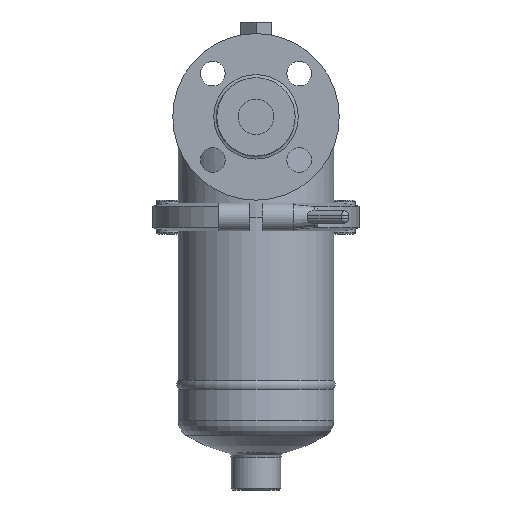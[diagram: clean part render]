
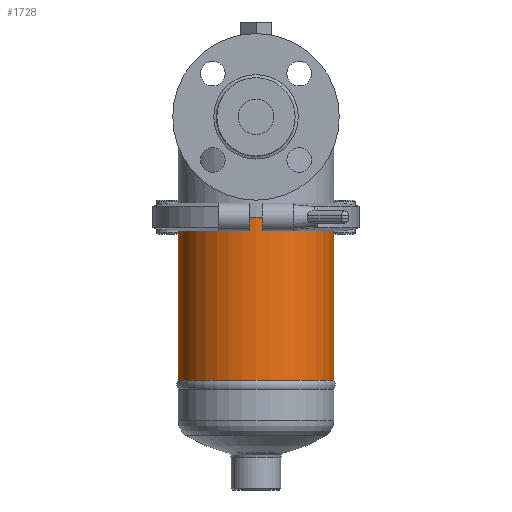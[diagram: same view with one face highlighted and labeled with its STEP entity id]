
A CAD part, left-side view. The second image highlights one B-rep face of the part: STEP entity #1728.
In plain terms, the highlighted cylindrical face has radius 50.5 mm (diameter 101 mm), a full revolution.
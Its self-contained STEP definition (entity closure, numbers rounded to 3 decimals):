
#1654=CARTESIAN_POINT('',(50.5,0.0,-105.912));
#1655=VERTEX_POINT('',#1654);
#1656=CARTESIAN_POINT('',(0.,0.0,-105.912));
#1657=DIRECTION('',(0.0,0.0,1.0));
#1658=DIRECTION('',(1.0,0.0,0.0));
#1659=AXIS2_PLACEMENT_3D('',#1656,#1657,#1658);
#1660=CIRCLE('',#1659,50.5);
#1661=EDGE_CURVE('',#1655,#1655,#1660,.T.);
#1709=CARTESIAN_POINT('',(0.,0.0,-53.006));
#1710=DIRECTION('',(0.,0.0,1.0));
#1711=DIRECTION('',(1.0,0.0,0.0));
#1712=AXIS2_PLACEMENT_3D('',#1709,#1710,#1711);
#1713=CYLINDRICAL_SURFACE('',#1712,50.5);
#1714=CARTESIAN_POINT('',(50.5,0.0,-0.1));
#1715=VERTEX_POINT('',#1714);
#1716=CARTESIAN_POINT('',(0.,0.0,-0.1));
#1717=DIRECTION('',(0.0,0.0,1.0));
#1718=DIRECTION('',(1.0,0.0,0.0));
#1719=AXIS2_PLACEMENT_3D('',#1716,#1717,#1718);
#1720=CIRCLE('',#1719,50.5);
#1721=EDGE_CURVE('',#1715,#1715,#1720,.T.);
#1722=ORIENTED_EDGE('',*,*,#1721,.F.);
#1723=EDGE_LOOP('',(#1722));
#1724=FACE_OUTER_BOUND('',#1723,.T.);
#1725=ORIENTED_EDGE('',*,*,#1661,.T.);
#1726=EDGE_LOOP('',(#1725));
#1727=FACE_BOUND('',#1726,.T.);
#1728=ADVANCED_FACE('',(#1724,#1727),#1713,.T.);
